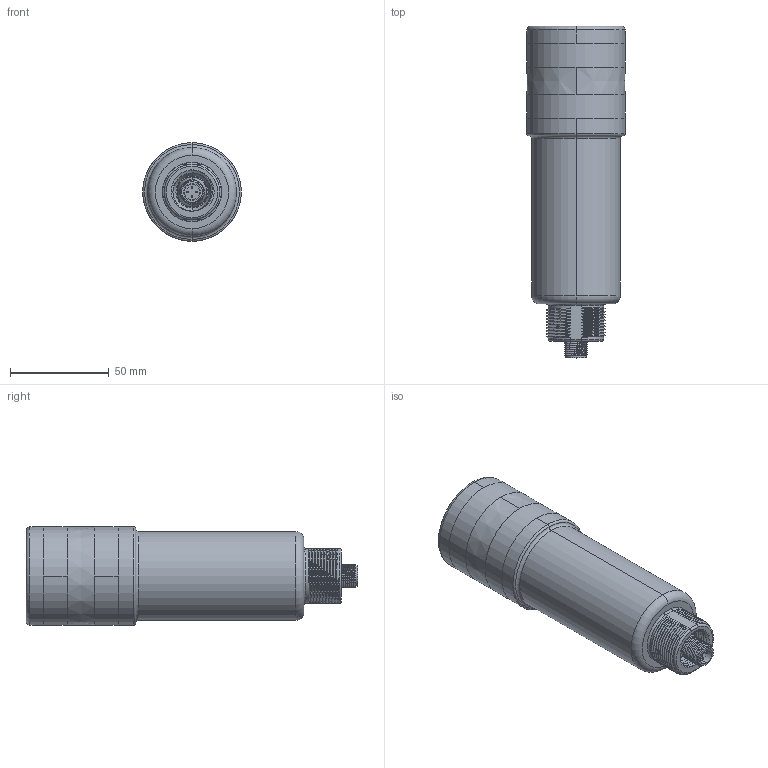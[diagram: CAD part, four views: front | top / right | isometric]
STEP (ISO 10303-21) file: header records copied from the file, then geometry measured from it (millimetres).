
FILE_DESCRIPTION((''),'2;1');
FILE_NAME('168286_ASM','2014-06-26T',('pdmadmin'),(''),'PRO/ENGINEER BY PARAMETRIC TECHNOLOGY CORPORATION, 2013230','PRO/ENGINEER BY PARAMETRIC TECHNOLOGY CORPORATION, 2013230','');
FILE_SCHEMA(('CONFIG_CONTROL_DESIGN'));
Products named in the file (7): 163979; 141960; 08427_NO_ORING; 158231_WEB; 158948; 158946; 168286_ASM
Assembly tree (7 placements, depth 2):
  168286_ASM
    163979
    141960
    08427_NO_ORING
    158231_WEB  x2
    158948
    158946
Bounding box: 50 x 167.95 x 50 mm (x, y, z)
Volume: 88557.1 mm3; surface area: 73284.8 mm2
Topology: 7 solids, 7 shells, 1164 faces, 2846 edges, 1769 vertices
Faces by surface type: plane 327, cylinder 315, bspline 266, cone 98, torus 86, sphere 72
Entity records: 85684 total; most frequent: CARTESIAN_POINT 60705, ORIENTED_EDGE 5540, DIRECTION 4681, EDGE_CURVE 2770, AXIS2_PLACEMENT_3D 1846, VERTEX_POINT 1715, EDGE_LOOP 1205, FACE_OUTER_BOUND 1132
